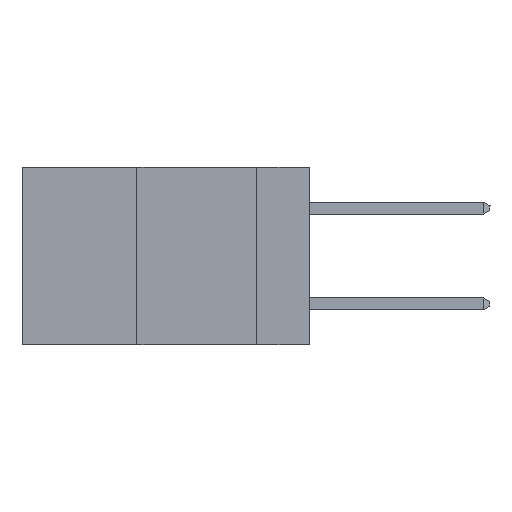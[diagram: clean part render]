
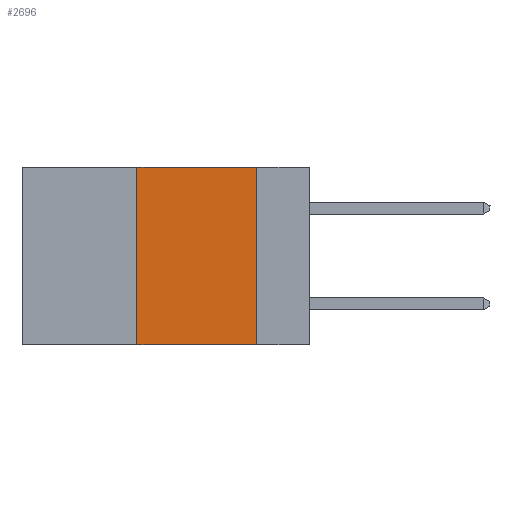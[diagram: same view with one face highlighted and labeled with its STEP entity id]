
A CAD part, left-side view. The second image highlights one B-rep face of the part: STEP entity #2696.
In plain terms, the highlighted planar face has unit normal (-1, 0, 0).
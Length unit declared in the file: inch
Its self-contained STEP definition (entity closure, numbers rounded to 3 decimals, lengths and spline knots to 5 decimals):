
#100 = ORIENTED_EDGE ( 'NONE', *, *, #12458, .F. ) ;
#404 = EDGE_CURVE ( 'NONE', #12120, #5874, #8633, .T. ) ;
#641 = DIRECTION ( 'NONE',  ( 0., -1., 0. ) ) ;
#957 = AXIS2_PLACEMENT_3D ( 'NONE', #989, #2110, #3332 ) ;
#989 = CARTESIAN_POINT ( 'NONE',  ( 0., 0.6, 0. ) ) ;
#1108 = CARTESIAN_POINT ( 'NONE',  ( 0., 0.6, -0.37 ) ) ;
#2018 = VECTOR ( 'NONE', #11926, 39.37008 ) ;
#2110 = DIRECTION ( 'NONE',  ( 1., 0., 0. ) ) ;
#2354 = DIRECTION ( 'NONE',  ( 0., -1., 0. ) ) ;
#2696 = ADVANCED_FACE ( 'NONE', ( #14060 ), #10484, .F. ) ;
#3210 = ORIENTED_EDGE ( 'NONE', *, *, #7784, .T. ) ;
#3332 = DIRECTION ( 'NONE',  ( 0., 0., -1. ) ) ;
#3670 = VECTOR ( 'NONE', #10599, 39.37008 ) ;
#3707 = CARTESIAN_POINT ( 'NONE',  ( 0., 0.36, 0. ) ) ;
#5417 = VECTOR ( 'NONE', #641, 39.37008 ) ;
#5651 = LINE ( 'NONE', #1108, #13911 ) ;
#5874 = VERTEX_POINT ( 'NONE', #8809 ) ;
#6088 = VERTEX_POINT ( 'NONE', #7273 ) ;
#6650 = LINE ( 'NONE', #7147, #3670 ) ;
#7147 = CARTESIAN_POINT ( 'NONE',  ( 0., 0.11, 0. ) ) ;
#7273 = CARTESIAN_POINT ( 'NONE',  ( 0., 0.36, -0.37 ) ) ;
#7342 = CARTESIAN_POINT ( 'NONE',  ( 0., 0.11, -0.37 ) ) ;
#7784 = EDGE_CURVE ( 'NONE', #6088, #13315, #5651, .T. ) ;
#8633 = LINE ( 'NONE', #8819, #5417 ) ;
#8809 = CARTESIAN_POINT ( 'NONE',  ( 0., 0.11, 0. ) ) ;
#8819 = CARTESIAN_POINT ( 'NONE',  ( 0., 0.6, 0. ) ) ;
#10484 = PLANE ( 'NONE',  #957 ) ;
#10599 = DIRECTION ( 'NONE',  ( 0., 0., -1. ) ) ;
#11926 = DIRECTION ( 'NONE',  ( 0., 0., 1. ) ) ;
#12056 = ORIENTED_EDGE ( 'NONE', *, *, #12593, .F. ) ;
#12120 = VERTEX_POINT ( 'NONE', #12973 ) ;
#12400 = EDGE_LOOP ( 'NONE', ( #12056, #14654, #100, #3210 ) ) ;
#12448 = LINE ( 'NONE', #3707, #2018 ) ;
#12458 = EDGE_CURVE ( 'NONE', #6088, #12120, #12448, .T. ) ;
#12593 = EDGE_CURVE ( 'NONE', #5874, #13315, #6650, .T. ) ;
#12973 = CARTESIAN_POINT ( 'NONE',  ( 0., 0.36, 0. ) ) ;
#13315 = VERTEX_POINT ( 'NONE', #7342 ) ;
#13911 = VECTOR ( 'NONE', #2354, 39.37008 ) ;
#14060 = FACE_OUTER_BOUND ( 'NONE', #12400, .T. ) ;
#14654 = ORIENTED_EDGE ( 'NONE', *, *, #404, .F. ) ;
